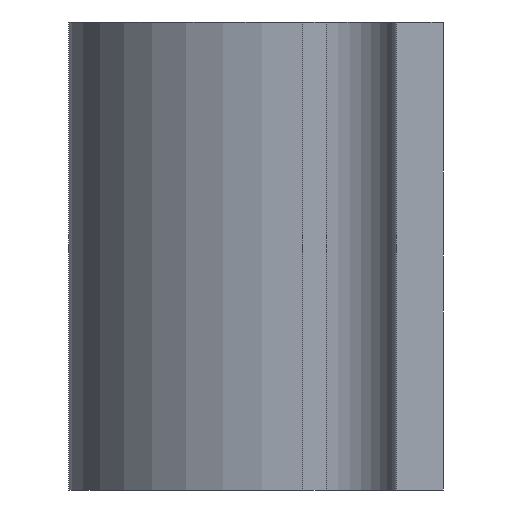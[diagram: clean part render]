
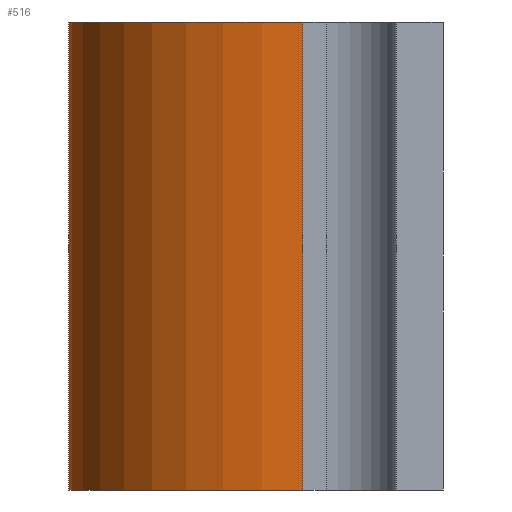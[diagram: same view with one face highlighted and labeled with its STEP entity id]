
A CAD part, left-side view. The second image highlights one B-rep face of the part: STEP entity #516.
In plain terms, the highlighted cylindrical face has radius 5 mm (diameter 10 mm), a partial arc.
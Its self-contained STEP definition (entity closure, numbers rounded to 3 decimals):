
#13 = DIRECTION ( 'NONE',  ( 1., 0., 0. ) ) ;
#15 = CARTESIAN_POINT ( 'NONE',  ( -5., 3., 5. ) ) ;
#46 = CYLINDRICAL_SURFACE ( 'NONE', #868, 5. ) ;
#48 = CARTESIAN_POINT ( 'NONE',  ( 5., 3., 5. ) ) ;
#75 = FACE_OUTER_BOUND ( 'NONE', #139, .T. ) ;
#109 = DIRECTION ( 'NONE',  ( 0., 0., -1. ) ) ;
#110 = DIRECTION ( 'NONE',  ( 0., 0., -1. ) ) ;
#120 = DIRECTION ( 'NONE',  ( 0., 0., -1. ) ) ;
#122 = CARTESIAN_POINT ( 'NONE',  ( 5., 3., -5. ) ) ;
#139 = EDGE_LOOP ( 'NONE', ( #909, #155, #224, #724 ) ) ;
#155 = ORIENTED_EDGE ( 'NONE', *, *, #612, .F. ) ;
#224 = ORIENTED_EDGE ( 'NONE', *, *, #901, .T. ) ;
#282 = CARTESIAN_POINT ( 'NONE',  ( 0., 3., 5. ) ) ;
#283 = CARTESIAN_POINT ( 'NONE',  ( -5., 3., -5. ) ) ;
#479 = AXIS2_PLACEMENT_3D ( 'NONE', #529, #120, #686 ) ;
#506 = DIRECTION ( 'NONE',  ( 0., 0., -1. ) ) ;
#516 = ADVANCED_FACE ( 'NONE', ( #75 ), #46, .T. ) ;
#521 = CIRCLE ( 'NONE', #479, 5. ) ;
#529 = CARTESIAN_POINT ( 'NONE',  ( 0., 3., -5. ) ) ;
#563 = AXIS2_PLACEMENT_3D ( 'NONE', #985, #506, #13 ) ;
#573 = LINE ( 'NONE', #846, #737 ) ;
#601 = VERTEX_POINT ( 'NONE', #283 ) ;
#602 = CARTESIAN_POINT ( 'NONE',  ( -5., 3., 5. ) ) ;
#612 = EDGE_CURVE ( 'NONE', #914, #601, #885, .T. ) ;
#671 = VERTEX_POINT ( 'NONE', #122 ) ;
#686 = DIRECTION ( 'NONE',  ( 1., 0., 0. ) ) ;
#700 = EDGE_CURVE ( 'NONE', #777, #671, #573, .T. ) ;
#724 = ORIENTED_EDGE ( 'NONE', *, *, #700, .T. ) ;
#737 = VECTOR ( 'NONE', #767, 1000. ) ;
#741 = EDGE_CURVE ( 'NONE', #601, #671, #521, .T. ) ;
#767 = DIRECTION ( 'NONE',  ( 0., 0., -1. ) ) ;
#777 = VERTEX_POINT ( 'NONE', #48 ) ;
#836 = DIRECTION ( 'NONE',  ( -1., 0., 0. ) ) ;
#846 = CARTESIAN_POINT ( 'NONE',  ( 5., 3., 5. ) ) ;
#868 = AXIS2_PLACEMENT_3D ( 'NONE', #282, #109, #836 ) ;
#884 = CIRCLE ( 'NONE', #563, 5. ) ;
#885 = LINE ( 'NONE', #602, #1034 ) ;
#901 = EDGE_CURVE ( 'NONE', #914, #777, #884, .T. ) ;
#909 = ORIENTED_EDGE ( 'NONE', *, *, #741, .F. ) ;
#914 = VERTEX_POINT ( 'NONE', #15 ) ;
#985 = CARTESIAN_POINT ( 'NONE',  ( 0., 3., 5. ) ) ;
#1034 = VECTOR ( 'NONE', #110, 1000. ) ;
